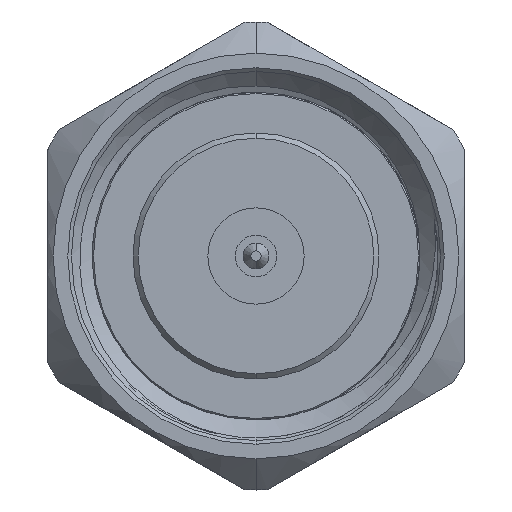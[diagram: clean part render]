
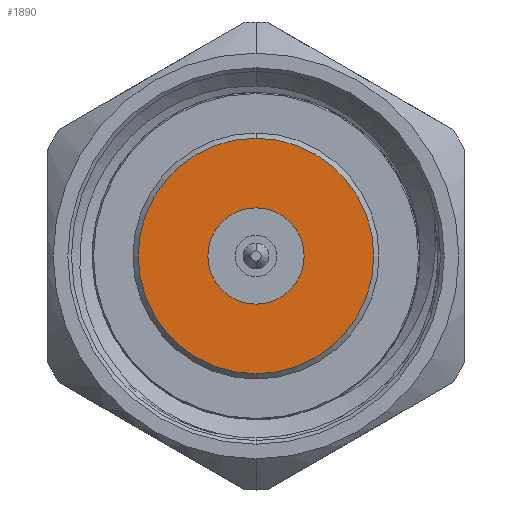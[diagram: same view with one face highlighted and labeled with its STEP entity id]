
A CAD part, left-side view. The second image highlights one B-rep face of the part: STEP entity #1890.
In plain terms, the highlighted planar face has unit normal (-1, 0, 0).
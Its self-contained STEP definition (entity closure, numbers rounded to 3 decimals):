
#158 = FACE_BOUND ( 'NONE', #2668, .T. ) ;
#192 = CARTESIAN_POINT ( 'NONE',  ( -14.993, -0.925, 0. ) ) ;
#345 = DIRECTION ( 'NONE',  ( 1., 0., 0. ) ) ;
#395 = EDGE_CURVE ( 'NONE', #2448, #5035, #5002, .T. ) ;
#844 = AXIS2_PLACEMENT_3D ( 'NONE', #5315, #2090, #989 ) ;
#894 = ORIENTED_EDGE ( 'NONE', *, *, #3570, .T. ) ;
#989 = DIRECTION ( 'NONE',  ( 0., 0., -1. ) ) ;
#1051 = AXIS2_PLACEMENT_3D ( 'NONE', #6387, #5872, #3146 ) ;
#1236 = EDGE_LOOP ( 'NONE', ( #1635, #5954 ) ) ;
#1403 = CIRCLE ( 'NONE', #1051, 0.925 ) ;
#1445 = CARTESIAN_POINT ( 'NONE',  ( -14.993, 0., 0. ) ) ;
#1635 = ORIENTED_EDGE ( 'NONE', *, *, #4189, .F. ) ;
#1890 = ADVANCED_FACE ( 'NONE', ( #158, #5525 ), #6671, .F. ) ;
#2090 = DIRECTION ( 'NONE',  ( 1., 0., 0. ) ) ;
#2311 = CARTESIAN_POINT ( 'NONE',  ( -14.993, 0., -0.925 ) ) ;
#2339 = DIRECTION ( 'NONE',  ( 1., 0., 0. ) ) ;
#2448 = VERTEX_POINT ( 'NONE', #4635 ) ;
#2668 = EDGE_LOOP ( 'NONE', ( #6291, #894 ) ) ;
#3146 = DIRECTION ( 'NONE',  ( 0., 0., -1. ) ) ;
#3276 = EDGE_CURVE ( 'NONE', #6786, #6049, #3862, .T. ) ;
#3570 = EDGE_CURVE ( 'NONE', #6049, #6786, #1403, .T. ) ;
#3862 = CIRCLE ( 'NONE', #5309, 0.925 ) ;
#3928 = CARTESIAN_POINT ( 'NONE',  ( -14.993, 0., -2.265 ) ) ;
#4045 = DIRECTION ( 'NONE',  ( 0., 0., -1. ) ) ;
#4189 = EDGE_CURVE ( 'NONE', #5035, #2448, #6531, .T. ) ;
#4484 = DIRECTION ( 'NONE',  ( 0., 1., 0. ) ) ;
#4635 = CARTESIAN_POINT ( 'NONE',  ( -14.993, 0., 2.265 ) ) ;
#5002 = CIRCLE ( 'NONE', #844, 2.265 ) ;
#5035 = VERTEX_POINT ( 'NONE', #3928 ) ;
#5309 = AXIS2_PLACEMENT_3D ( 'NONE', #5593, #5557, #5625 ) ;
#5315 = CARTESIAN_POINT ( 'NONE',  ( -14.993, 0., 0. ) ) ;
#5525 = FACE_OUTER_BOUND ( 'NONE', #1236, .T. ) ;
#5557 = DIRECTION ( 'NONE',  ( 1., 0., 0. ) ) ;
#5593 = CARTESIAN_POINT ( 'NONE',  ( -14.993, 0., 0. ) ) ;
#5625 = DIRECTION ( 'NONE',  ( 0., 0., -1. ) ) ;
#5872 = DIRECTION ( 'NONE',  ( 1., 0., 0. ) ) ;
#5954 = ORIENTED_EDGE ( 'NONE', *, *, #395, .F. ) ;
#5958 = AXIS2_PLACEMENT_3D ( 'NONE', #192, #2339, #4484 ) ;
#6049 = VERTEX_POINT ( 'NONE', #6764 ) ;
#6291 = ORIENTED_EDGE ( 'NONE', *, *, #3276, .T. ) ;
#6298 = AXIS2_PLACEMENT_3D ( 'NONE', #1445, #345, #4045 ) ;
#6387 = CARTESIAN_POINT ( 'NONE',  ( -14.993, 0., 0. ) ) ;
#6531 = CIRCLE ( 'NONE', #6298, 2.265 ) ;
#6671 = PLANE ( 'NONE',  #5958 ) ;
#6764 = CARTESIAN_POINT ( 'NONE',  ( -14.993, 0., 0.925 ) ) ;
#6786 = VERTEX_POINT ( 'NONE', #2311 ) ;
